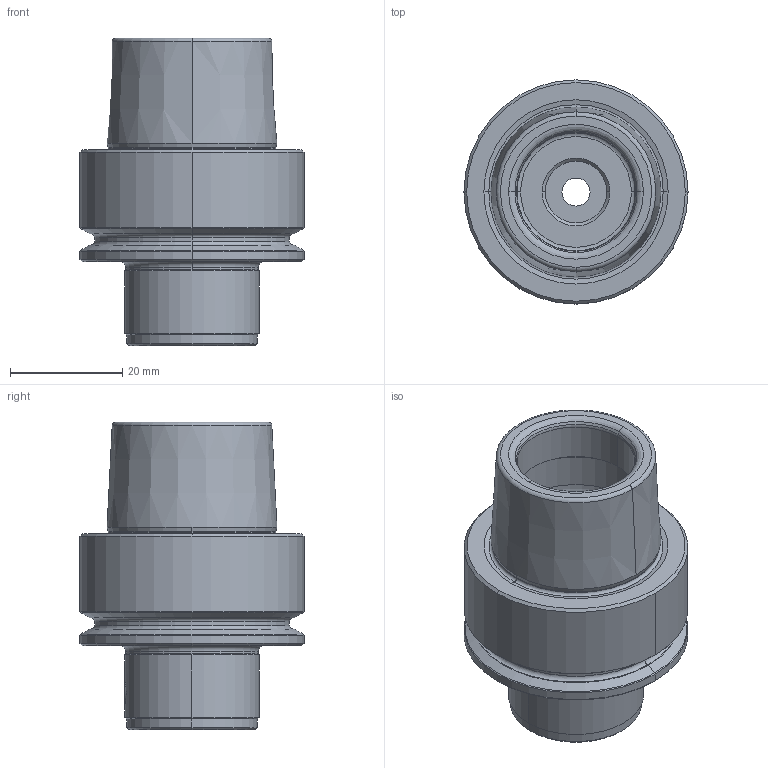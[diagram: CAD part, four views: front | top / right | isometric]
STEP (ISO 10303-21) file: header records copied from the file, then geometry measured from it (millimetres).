
FILE_DESCRIPTION(('no description'),'unknown implementation level');
FILE_NAME('BCDEAB6F-5B1F-439D-9D76-A643865B7728_export.stp',' ',('CIMSOURCE GmbH'),('CADClick - KiM GmbH - www.kimweb.de'),'unknown preprocess','ACIS','unknown authorization');
FILE_SCHEMA(('automotive_design'));
Length unit declared in the file: millimetre
Products named in the file (2): 324.121F Kaiser HSK-E40xCK2x45|690.432 Kaiser ETL M5 X 6,5 CK2;Schnitt-Linear austragen2; 324.121F Kaiser HSK-E40xCK2x45|324.121F Kaiser HSK-E40xCK2x45;Schnitt-Rotation4
Bounding box: 39.95 x 39.95 x 54.9 mm (x, y, z)
Volume: 29292.9 mm3; surface area: 11489 mm2
Topology: 2 solids, 2 shells, 153 faces, 344 edges, 201 vertices
Faces by surface type: cone 56, cylinder 38, plane 33, torus 26
Entity records: 8387 total; most frequent: CARTESIAN_POINT 875, DIRECTION 834, STYLED_ITEM 698, PRESENTATION_STYLE_ASSIGNMENT 698, COLOUR_RGB 698, ORIENTED_EDGE 684, AXIS2_PLACEMENT_3D 350, EDGE_CURVE 342
